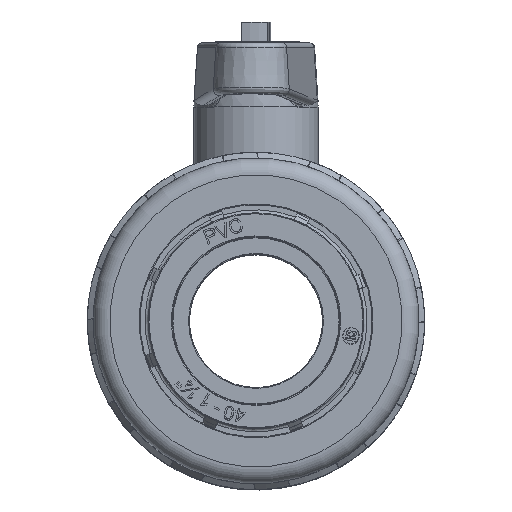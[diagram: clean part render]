
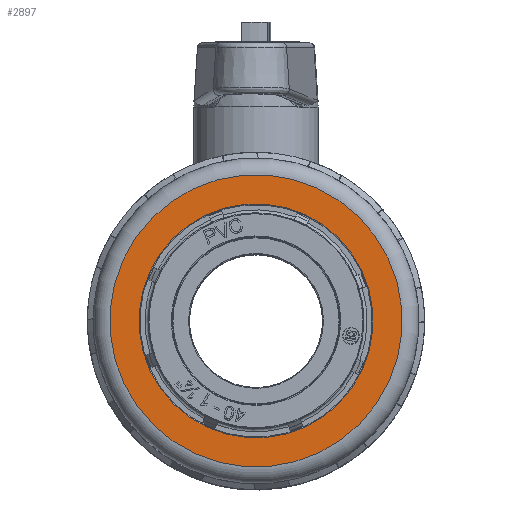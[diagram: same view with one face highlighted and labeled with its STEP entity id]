
A CAD part, top view. The second image highlights one B-rep face of the part: STEP entity #2897.
In plain terms, the highlighted planar face has unit normal (0, 0, 1).
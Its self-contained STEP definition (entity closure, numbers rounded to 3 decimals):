
#2897 = ADVANCED_FACE( '', ( #6392, #6393 ), #6394, .F. );
#6392 = FACE_OUTER_BOUND( '', #14739, .T. );
#6393 = FACE_BOUND( '', #14740, .T. );
#6394 = PLANE( '', #14741 );
#14739 = EDGE_LOOP( '', ( #26852 ) );
#14740 = EDGE_LOOP( '', ( #26853 ) );
#14741 = AXIS2_PLACEMENT_3D( '', #26854, #26855, #26856 );
#26852 = ORIENTED_EDGE( '', *, *, #36462, .F. );
#26853 = ORIENTED_EDGE( '', *, *, #35168, .T. );
#26854 = CARTESIAN_POINT( '', ( -35.1, 0., 27.2 ) );
#26855 = DIRECTION( '', ( 0., 0., -1. ) );
#26856 = DIRECTION( '', ( -1., 0., 0. ) );
#35168 = EDGE_CURVE( '', #41264, #41264, #41265, .T. );
#36462 = EDGE_CURVE( '', #43149, #43149, #43150, .T. );
#41264 = VERTEX_POINT( '', #52865 );
#41265 = CIRCLE( '', #52866, 28.1 );
#43149 = VERTEX_POINT( '', #59478 );
#43150 = CIRCLE( '', #59479, 35.1 );
#52865 = CARTESIAN_POINT( '', ( -28.1, 0., 27.2 ) );
#52866 = AXIS2_PLACEMENT_3D( '', #67019, #67020, #67021 );
#59478 = CARTESIAN_POINT( '', ( -35.1, 0., 27.2 ) );
#59479 = AXIS2_PLACEMENT_3D( '', #68236, #68237, #68238 );
#67019 = CARTESIAN_POINT( '', ( 0., 0., 27.2 ) );
#67020 = DIRECTION( '', ( 0., 0., -1. ) );
#67021 = DIRECTION( '', ( -1., 0., 0. ) );
#68236 = CARTESIAN_POINT( '', ( 0., 0., 27.2 ) );
#68237 = DIRECTION( '', ( 0., 0., -1. ) );
#68238 = DIRECTION( '', ( -1., 0., 0. ) );
